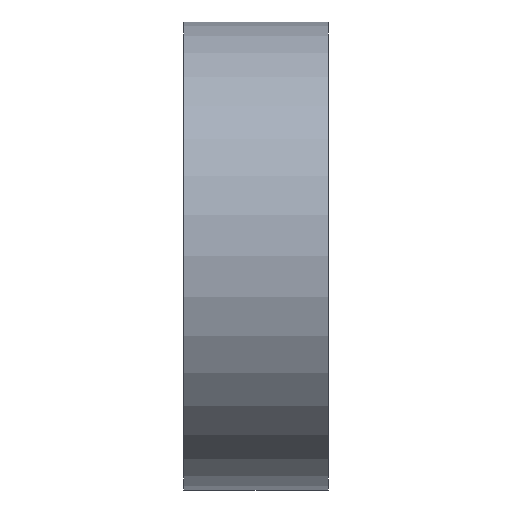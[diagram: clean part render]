
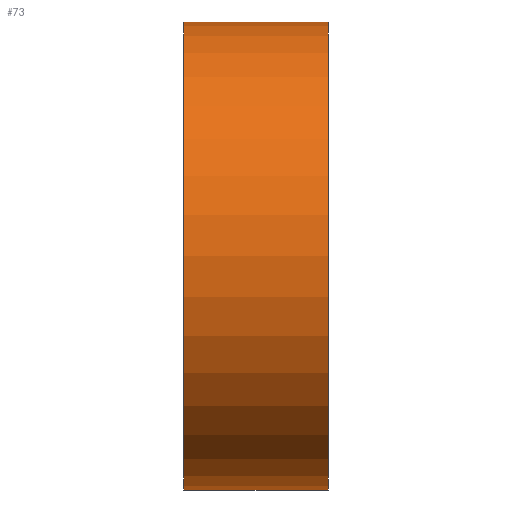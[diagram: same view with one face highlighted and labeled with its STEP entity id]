
A CAD part, left-side view. The second image highlights one B-rep face of the part: STEP entity #73.
In plain terms, the highlighted cylindrical face has radius 6.337 mm (diameter 12.675 mm), a partial arc.
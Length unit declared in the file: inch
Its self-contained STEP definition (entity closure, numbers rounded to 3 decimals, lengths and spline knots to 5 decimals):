
#17 = EDGE_LOOP ( 'NONE', ( #283, #529, #59, #493 ) ) ;
#19 = LINE ( 'NONE', #277, #379 ) ;
#39 = CARTESIAN_POINT ( 'NONE',  ( 0., 0.077, 0. ) ) ;
#40 = CARTESIAN_POINT ( 'NONE',  ( 0., -0.077, 0.2495 ) ) ;
#56 = AXIS2_PLACEMENT_3D ( 'NONE', #190, #189, #185 ) ;
#57 = DIRECTION ( 'NONE',  ( 0., -1., 0. ) ) ;
#58 = AXIS2_PLACEMENT_3D ( 'NONE', #217, #209, #208 ) ;
#59 = ORIENTED_EDGE ( 'NONE', *, *, #528, .T. ) ;
#73 = ADVANCED_FACE ( 'NONE', ( #409 ), #501, .T. ) ;
#77 = DIRECTION ( 'NONE',  ( 0., 0., -1. ) ) ;
#178 = CARTESIAN_POINT ( 'NONE',  ( 0., 0.077, 0.2495 ) ) ;
#185 = DIRECTION ( 'NONE',  ( 0., 0., 1. ) ) ;
#189 = DIRECTION ( 'NONE',  ( 0., 1., 0. ) ) ;
#190 = CARTESIAN_POINT ( 'NONE',  ( 0., 0.077, 0. ) ) ;
#205 = VERTEX_POINT ( 'NONE', #455 ) ;
#208 = DIRECTION ( 'NONE',  ( 0., 0., 1. ) ) ;
#209 = DIRECTION ( 'NONE',  ( 0., 1., 0. ) ) ;
#217 = CARTESIAN_POINT ( 'NONE',  ( 0., -0.077, 0. ) ) ;
#259 = CIRCLE ( 'NONE', #58, 0.2495 ) ;
#261 = CARTESIAN_POINT ( 'NONE',  ( 0., -0.077, -0.2495 ) ) ;
#275 = LINE ( 'NONE', #293, #387 ) ;
#277 = CARTESIAN_POINT ( 'NONE',  ( 0., 0.077, -0.2495 ) ) ;
#283 = ORIENTED_EDGE ( 'NONE', *, *, #522, .F. ) ;
#285 = DIRECTION ( 'NONE',  ( 0., -1., 0. ) ) ;
#293 = CARTESIAN_POINT ( 'NONE',  ( 0., 0.077, 0.2495 ) ) ;
#317 = AXIS2_PLACEMENT_3D ( 'NONE', #39, #57, #77 ) ;
#333 = VERTEX_POINT ( 'NONE', #261 ) ;
#346 = DIRECTION ( 'NONE',  ( 0., -1., 0. ) ) ;
#379 = VECTOR ( 'NONE', #285, 39.37008 ) ;
#387 = VECTOR ( 'NONE', #346, 39.37008 ) ;
#409 = FACE_OUTER_BOUND ( 'NONE', #17, .T. ) ;
#424 = VERTEX_POINT ( 'NONE', #40 ) ;
#455 = CARTESIAN_POINT ( 'NONE',  ( 0., 0.077, -0.2495 ) ) ;
#493 = ORIENTED_EDGE ( 'NONE', *, *, #551, .T. ) ;
#501 = CYLINDRICAL_SURFACE ( 'NONE', #317, 0.2495 ) ;
#522 = EDGE_CURVE ( 'NONE', #561, #424, #275, .T. ) ;
#528 = EDGE_CURVE ( 'NONE', #205, #333, #19, .T. ) ;
#529 = ORIENTED_EDGE ( 'NONE', *, *, #553, .F. ) ;
#551 = EDGE_CURVE ( 'NONE', #333, #424, #259, .T. ) ;
#553 = EDGE_CURVE ( 'NONE', #205, #561, #567, .T. ) ;
#561 = VERTEX_POINT ( 'NONE', #178 ) ;
#567 = CIRCLE ( 'NONE', #56, 0.2495 ) ;
